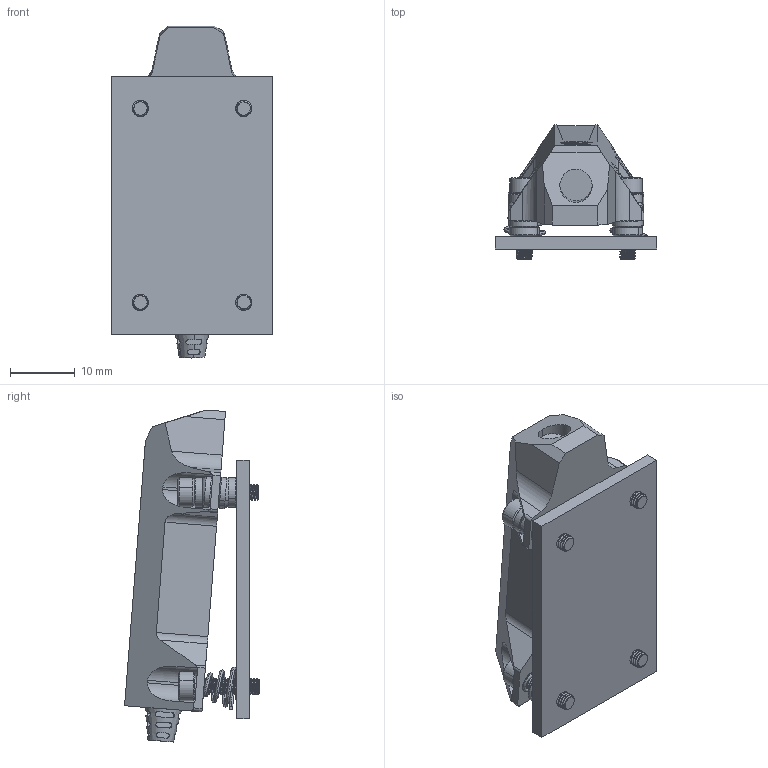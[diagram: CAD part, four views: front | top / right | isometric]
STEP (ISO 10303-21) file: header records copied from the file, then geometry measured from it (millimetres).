
FILE_DESCRIPTION (( 'STEP AP214' ), '1' );
FILE_NAME ('2018陔慾嫖淕极.STEP', '2018-02-08T06:11:01', ( 'hh' ), ( 'Microsoft' ), 'SwSTEP 2.0', 'SolidWorks 2016', '' );
FILE_SCHEMA (( 'AUTOMOTIVE_DESIGN' ));
Length unit declared in the file: millimetre
Products named in the file (1): 2018陔慾嫖淕极
Bounding box: 25 x 20.85 x 51.36 mm (x, y, z)
Volume: 7612.5 mm3; surface area: 9490.4 mm2
Topology: 19 solids, 19 shells, 626 faces, 1625 edges, 1058 vertices
Faces by surface type: cylinder 325, plane 210, cone 46, bspline 29, sphere 16
Entity records: 42014 total; most frequent: CARTESIAN_POINT 20548, ORIENTED_EDGE 3250, DIRECTION 2661, EDGE_CURVE 1625, VERTEX_POINT 1058, AXIS2_PLACEMENT_3D 956, LINE 749, VECTOR 749
